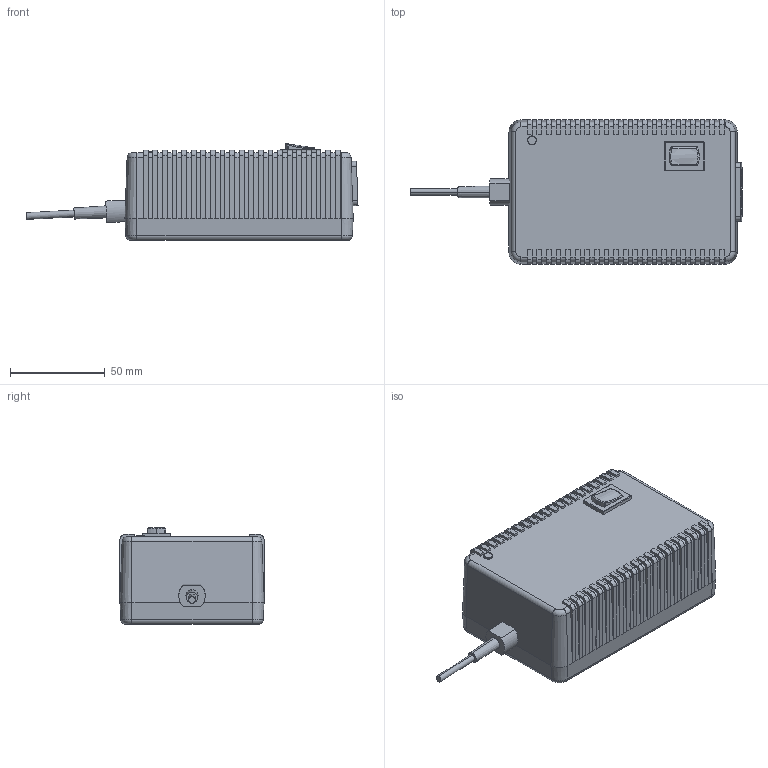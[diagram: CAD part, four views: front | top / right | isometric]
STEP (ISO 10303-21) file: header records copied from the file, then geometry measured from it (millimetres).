
FILE_DESCRIPTION (( 'STEP AP214' ), '1' );
FILE_NAME ('22869-E0W.STEP', '2018-05-16T13:51:43', ( '' ), ( '' ), 'SwSTEP 2.0', 'SolidWorks 2016', '' );
FILE_SCHEMA (( 'AUTOMOTIVE_DESIGN' ));
Length unit declared in the file: inch
Products named in the file (1): 22869-E0W
Bounding box: 175.51 x 76.2 x 51.23 mm (x, y, z)
Volume: 414622.4 mm3; surface area: 41163.1 mm2
Topology: 1 solids, 1 shells, 501 faces, 1315 edges, 822 vertices
Faces by surface type: plane 332, cylinder 135, torus 14, cone 10, sphere 8, bspline 2
Entity records: 16119 total; most frequent: CARTESIAN_POINT 2756, ORIENTED_EDGE 2614, DIRECTION 2609, EDGE_CURVE 1307, VECTOR 991, LINE 991, VERTEX_POINT 822, AXIS2_PLACEMENT_3D 809
